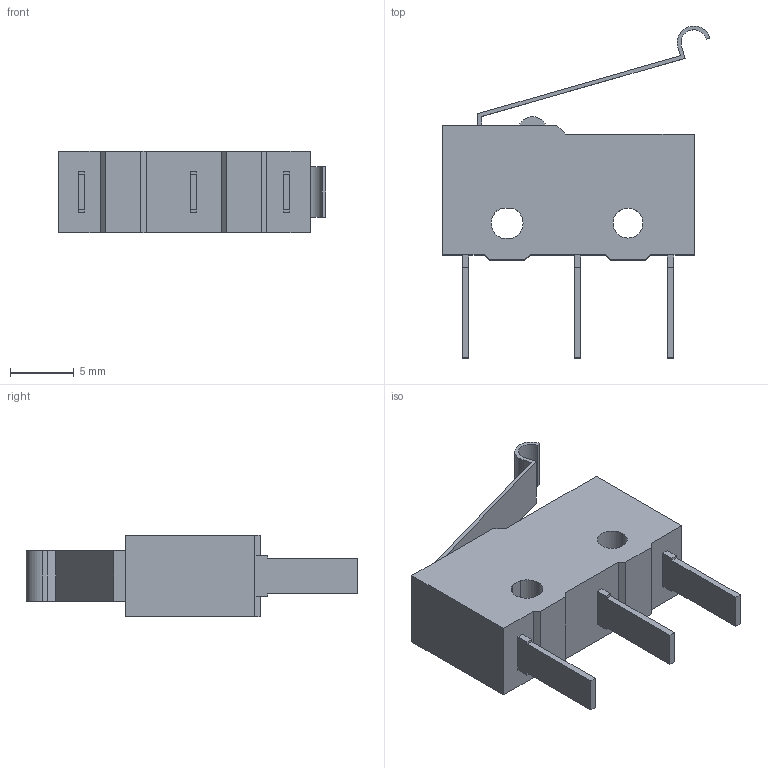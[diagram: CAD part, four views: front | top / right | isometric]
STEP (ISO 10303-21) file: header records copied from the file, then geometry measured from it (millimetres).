
FILE_DESCRIPTION (( 'STEP AP203' ), '1' );
FILE_NAME ('SS_5GL13T.step', '2011-02-19T19:13:17', ( 'OSMC1.0 ' ), ( ' ' ), 'SwSTEP 2.0', 'SolidWorks 2002025', '' );
FILE_SCHEMA (( 'CONFIG_CONTROL_DESIGN' ));
Length unit declared in the file: millimetre
Products named in the file (3): SS_5GL13T_ACTUATOR; SS_5GL13T; SS_5GL13T_BASE
Assembly tree (2 placements, depth 2):
  SS_5GL13T
    SS_5GL13T_ACTUATOR
    SS_5GL13T_BASE
Bounding box: 21.03 x 26.1 x 6.4 mm (x, y, z)
Volume: 1267.5 mm3; surface area: 1216.1 mm2
Topology: 2 solids, 2 shells, 69 faces, 183 edges, 122 vertices
Faces by surface type: plane 59, cylinder 10
Entity records: 2430 total; most frequent: CARTESIAN_POINT 379, ORIENTED_EDGE 366, DIRECTION 351, EDGE_CURVE 183, LINE 163, VECTOR 163, VERTEX_POINT 122, AXIS2_PLACEMENT_3D 94
